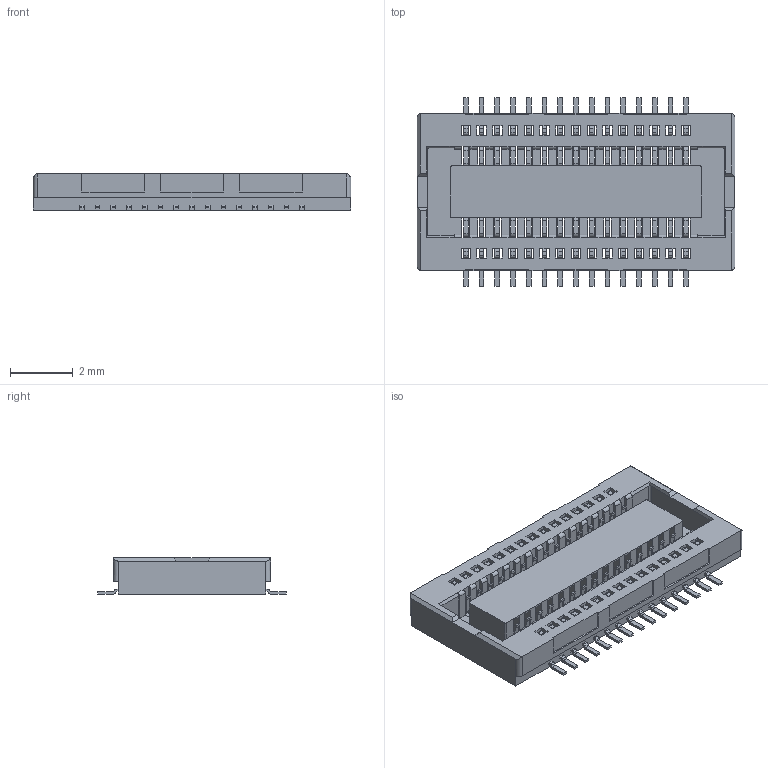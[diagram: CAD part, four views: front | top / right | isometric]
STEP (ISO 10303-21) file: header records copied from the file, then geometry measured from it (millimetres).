
FILE_DESCRIPTION(/* description */ ('model of Molex_SlimStack_Receptacle_2x15_Pitch0.5mm_54722-0304'),/* implementation_level */ '2;1');
FILE_NAME(/* name */ 'Molex_SlimStack_Receptacle_2x15_Pitch0.5mm_54722-0304.step',/* time_stamp */ '2017-04-21T15:51:49',/* author */ ('Ray Benitez',''),/* organization */ (''),/* preprocessor_version */ '',/* originating_system */ '',/* authorisation */ '');
FILE_SCHEMA(('AUTOMOTIVE_DESIGN_CC2 { 1 2 10303 214 -1 1 5 4 }'));
Length unit declared in the file: millimetre
Products named in the file (1): molex_54722_2x15
Bounding box: 10.1 x 6 x 1.15 mm (x, y, z)
Volume: 38.8 mm3; surface area: 287 mm2
Topology: 1 solids, 1 shells, 1832 faces, 5350 edges, 3580 vertices
Faces by surface type: plane 1270, cylinder 554, bspline 8
Entity records: 73711 total; most frequent: CARTESIAN_POINT 10827, ORIENTED_EDGE 10700, DIRECTION 10096, EDGE_CURVE 5350, LINE 4222, VECTOR 4222, VERTEX_POINT 3580, AXIS2_PLACEMENT_3D 2937
